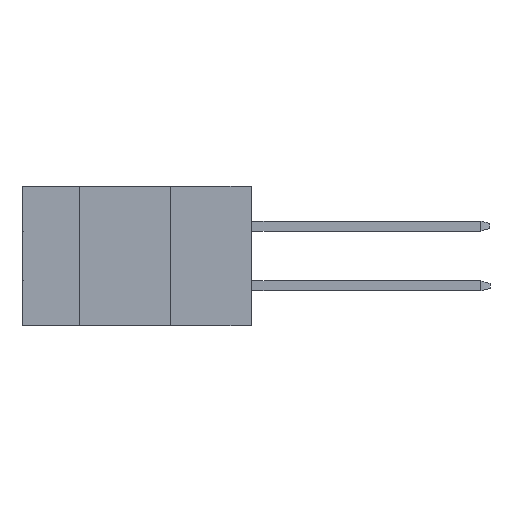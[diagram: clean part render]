
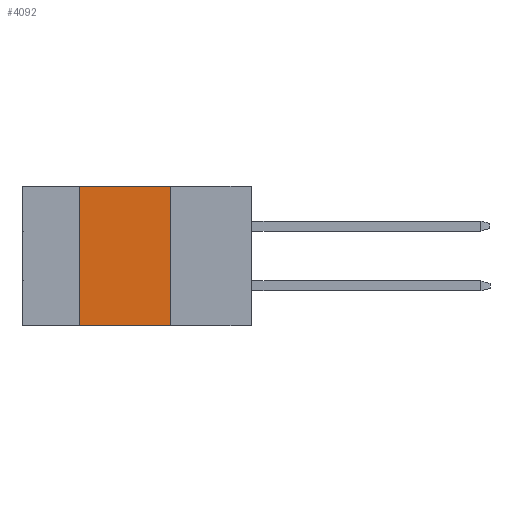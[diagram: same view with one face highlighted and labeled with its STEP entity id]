
A CAD part, left-side view. The second image highlights one B-rep face of the part: STEP entity #4092.
In plain terms, the highlighted planar face has unit normal (-1, 0, 0).
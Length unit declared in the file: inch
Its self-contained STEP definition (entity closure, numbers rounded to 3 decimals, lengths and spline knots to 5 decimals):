
#388 = VERTEX_POINT ( 'NONE', #7613 ) ;
#503 = CARTESIAN_POINT ( 'NONE',  ( 0., 0.54, -0.437 ) ) ;
#1682 = ORIENTED_EDGE ( 'NONE', *, *, #4091, .F. ) ;
#1715 = LINE ( 'NONE', #10058, #4994 ) ;
#2747 = VERTEX_POINT ( 'NONE', #6447 ) ;
#2773 = FACE_OUTER_BOUND ( 'NONE', #16952, .T. ) ;
#3047 = ORIENTED_EDGE ( 'NONE', *, *, #10715, .T. ) ;
#3096 = CARTESIAN_POINT ( 'NONE',  ( 0., 0.254, -0.437 ) ) ;
#3229 = VERTEX_POINT ( 'NONE', #18775 ) ;
#4091 = EDGE_CURVE ( 'NONE', #3229, #7370, #17863, .T. ) ;
#4092 = ADVANCED_FACE ( 'NONE', ( #2773 ), #14397, .F. ) ;
#4994 = VECTOR ( 'NONE', #16791, 39.37008 ) ;
#5026 = CARTESIAN_POINT ( 'NONE',  ( 0., 0.254, -0.437 ) ) ;
#6119 = CARTESIAN_POINT ( 'NONE',  ( 0., 0.72, 0. ) ) ;
#6447 = CARTESIAN_POINT ( 'NONE',  ( 0., 0.54, 0. ) ) ;
#6936 = DIRECTION ( 'NONE',  ( 0., -1., 0. ) ) ;
#7370 = VERTEX_POINT ( 'NONE', #5026 ) ;
#7613 = CARTESIAN_POINT ( 'NONE',  ( 0., 0.54, -0.437 ) ) ;
#7754 = DIRECTION ( 'NONE',  ( 0., 0., -1. ) ) ;
#7865 = DIRECTION ( 'NONE',  ( 0., 0., -1. ) ) ;
#8332 = DIRECTION ( 'NONE',  ( 0., 0., 1. ) ) ;
#8539 = LINE ( 'NONE', #503, #12641 ) ;
#8783 = ORIENTED_EDGE ( 'NONE', *, *, #12457, .F. ) ;
#9496 = DIRECTION ( 'NONE',  ( 1., 0., 0. ) ) ;
#10058 = CARTESIAN_POINT ( 'NONE',  ( 0., 0.72, 0. ) ) ;
#10715 = EDGE_CURVE ( 'NONE', #388, #7370, #18561, .T. ) ;
#10734 = ORIENTED_EDGE ( 'NONE', *, *, #12468, .F. ) ;
#12457 = EDGE_CURVE ( 'NONE', #2747, #3229, #1715, .T. ) ;
#12468 = EDGE_CURVE ( 'NONE', #388, #2747, #8539, .T. ) ;
#12641 = VECTOR ( 'NONE', #8332, 39.37008 ) ;
#13239 = CARTESIAN_POINT ( 'NONE',  ( 0., 0.72, -0.437 ) ) ;
#14397 = PLANE ( 'NONE',  #21385 ) ;
#16791 = DIRECTION ( 'NONE',  ( 0., -1., 0. ) ) ;
#16952 = EDGE_LOOP ( 'NONE', ( #1682, #8783, #10734, #3047 ) ) ;
#17130 = VECTOR ( 'NONE', #6936, 39.37008 ) ;
#17863 = LINE ( 'NONE', #3096, #19649 ) ;
#18561 = LINE ( 'NONE', #13239, #17130 ) ;
#18775 = CARTESIAN_POINT ( 'NONE',  ( 0., 0.254, 0. ) ) ;
#19649 = VECTOR ( 'NONE', #7754, 39.37008 ) ;
#21385 = AXIS2_PLACEMENT_3D ( 'NONE', #6119, #9496, #7865 ) ;
